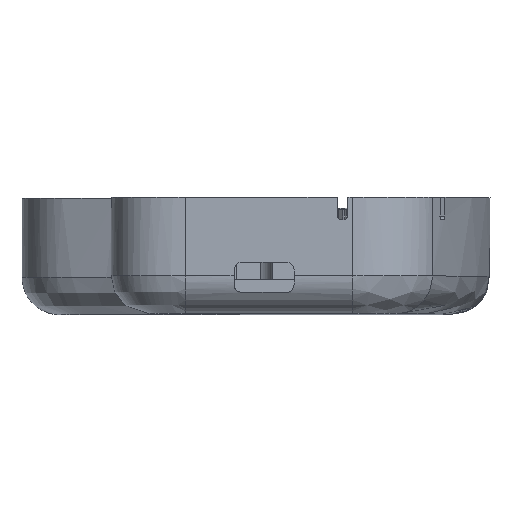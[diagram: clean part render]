
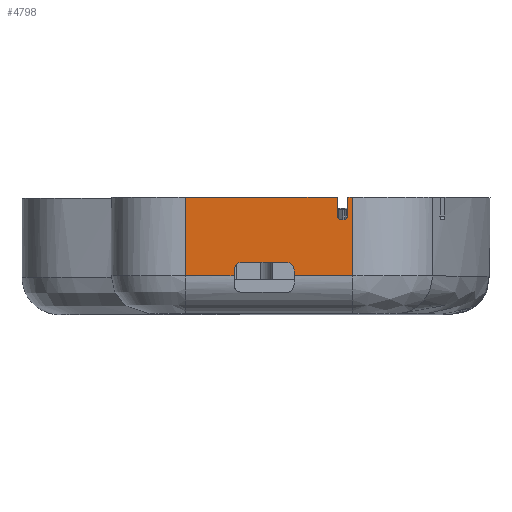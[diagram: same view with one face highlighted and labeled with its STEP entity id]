
A CAD part, top view. The second image highlights one B-rep face of the part: STEP entity #4798.
In plain terms, the highlighted planar face has unit normal (0, 0, 1).
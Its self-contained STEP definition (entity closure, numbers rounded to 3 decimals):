
#344=PLANE('',#5097);
#523=FACE_OUTER_BOUND('',#794,.T.);
#794=EDGE_LOOP('',(#3597,#3598,#3599,#3600,#3601,#3602,#3603,#3604,#3605,
#3606,#3607,#3608,#3609,#3610,#3611,#3612));
#1004=LINE('',#6484,#1390);
#1010=LINE('',#6607,#1396);
#1015=LINE('',#6616,#1401);
#1025=LINE('',#6713,#1411);
#1028=LINE('',#6922,#1414);
#1033=LINE('',#7025,#1419);
#1041=LINE('',#7069,#1427);
#1046=LINE('',#7084,#1432);
#1047=LINE('',#7088,#1433);
#1049=LINE('',#7095,#1435);
#1135=LINE('',#10333,#1521);
#1136=LINE('',#10335,#1522);
#1390=VECTOR('',#5381,10.);
#1396=VECTOR('',#5401,10.);
#1401=VECTOR('',#5408,10.);
#1411=VECTOR('',#5428,10.);
#1414=VECTOR('',#5433,10.);
#1419=VECTOR('',#5444,10.);
#1427=VECTOR('',#5466,10.);
#1432=VECTOR('',#5481,10.);
#1433=VECTOR('',#5486,10.);
#1435=VECTOR('',#5492,10.);
#1521=VECTOR('',#5678,10.);
#1522=VECTOR('',#5681,10.);
#1773=CIRCLE('',#5012,0.5);
#1774=CIRCLE('',#5015,0.5);
#1778=CIRCLE('',#5035,1.);
#1780=CIRCLE('',#5039,1.);
#1925=VERTEX_POINT('',#6474);
#1926=VERTEX_POINT('',#6476);
#1928=VERTEX_POINT('',#6482);
#1929=VERTEX_POINT('',#6486);
#1939=VERTEX_POINT('',#6606);
#1942=VERTEX_POINT('',#6614);
#1956=VERTEX_POINT('',#6712);
#1970=VERTEX_POINT('',#6902);
#1979=VERTEX_POINT('',#7022);
#1980=VERTEX_POINT('',#7024);
#1987=VERTEX_POINT('',#7062);
#1989=VERTEX_POINT('',#7068);
#1991=VERTEX_POINT('',#7074);
#1994=VERTEX_POINT('',#7083);
#1995=VERTEX_POINT('',#7087);
#1998=VERTEX_POINT('',#7093);
#2414=EDGE_CURVE('',#1925,#1926,#1773,.T.);
#2418=EDGE_CURVE('',#1925,#1928,#1004,.T.);
#2419=EDGE_CURVE('',#1929,#1928,#1774,.T.);
#2432=EDGE_CURVE('',#1939,#1926,#1010,.T.);
#2437=EDGE_CURVE('',#1929,#1942,#1015,.T.);
#2455=EDGE_CURVE('',#1939,#1956,#1025,.T.);
#2472=EDGE_CURVE('',#1970,#1942,#1028,.T.);
#2483=EDGE_CURVE('',#1980,#1979,#1033,.T.);
#2493=EDGE_CURVE('',#1980,#1987,#1778,.T.);
#2496=EDGE_CURVE('',#1989,#1987,#1041,.T.);
#2499=EDGE_CURVE('',#1989,#1991,#1780,.T.);
#2504=EDGE_CURVE('',#1994,#1991,#1046,.T.);
#2506=EDGE_CURVE('',#1994,#1995,#1047,.T.);
#2510=EDGE_CURVE('',#1998,#1979,#1049,.T.);
#2730=EDGE_CURVE('',#1995,#1970,#1135,.T.);
#2731=EDGE_CURVE('',#1998,#1956,#1136,.T.);
#3597=ORIENTED_EDGE('',*,*,#2437,.T.);
#3598=ORIENTED_EDGE('',*,*,#2472,.F.);
#3599=ORIENTED_EDGE('',*,*,#2730,.F.);
#3600=ORIENTED_EDGE('',*,*,#2506,.F.);
#3601=ORIENTED_EDGE('',*,*,#2504,.T.);
#3602=ORIENTED_EDGE('',*,*,#2499,.F.);
#3603=ORIENTED_EDGE('',*,*,#2496,.T.);
#3604=ORIENTED_EDGE('',*,*,#2493,.F.);
#3605=ORIENTED_EDGE('',*,*,#2483,.T.);
#3606=ORIENTED_EDGE('',*,*,#2510,.F.);
#3607=ORIENTED_EDGE('',*,*,#2731,.T.);
#3608=ORIENTED_EDGE('',*,*,#2455,.F.);
#3609=ORIENTED_EDGE('',*,*,#2432,.T.);
#3610=ORIENTED_EDGE('',*,*,#2414,.F.);
#3611=ORIENTED_EDGE('',*,*,#2418,.T.);
#3612=ORIENTED_EDGE('',*,*,#2419,.F.);
#4798=ADVANCED_FACE('',(#523),#344,.T.);
#5012=AXIS2_PLACEMENT_3D('',#6477,#5374,#5375);
#5015=AXIS2_PLACEMENT_3D('',#6487,#5384,#5385);
#5035=AXIS2_PLACEMENT_3D('',#7063,#5459,#5460);
#5039=AXIS2_PLACEMENT_3D('',#7075,#5471,#5472);
#5097=AXIS2_PLACEMENT_3D('',#10334,#5679,#5680);
#5374=DIRECTION('center_axis',(0.,0.,1.));
#5375=DIRECTION('ref_axis',(0.707,-0.707,0.));
#5381=DIRECTION('',(-1.,0.,0.));
#5384=DIRECTION('center_axis',(0.,0.,1.));
#5385=DIRECTION('ref_axis',(-0.707,-0.707,0.));
#5401=DIRECTION('',(0.,-1.,0.));
#5408=DIRECTION('',(0.,1.,0.));
#5428=DIRECTION('',(1.,0.,0.));
#5433=DIRECTION('',(1.,0.,0.));
#5444=DIRECTION('',(0.,-1.,0.));
#5459=DIRECTION('center_axis',(0.,0.,1.));
#5460=DIRECTION('ref_axis',(0.707,0.707,0.));
#5466=DIRECTION('',(1.,0.,0.));
#5471=DIRECTION('center_axis',(0.,0.,1.));
#5472=DIRECTION('ref_axis',(-0.707,0.707,0.));
#5481=DIRECTION('',(0.,1.,0.));
#5486=DIRECTION('',(-1.,0.,0.));
#5492=DIRECTION('',(-1.,0.,0.));
#5678=DIRECTION('',(0.,1.,0.));
#5679=DIRECTION('center_axis',(0.,0.,1.));
#5680=DIRECTION('ref_axis',(1.,0.,0.));
#5681=DIRECTION('',(0.,1.,0.));
#6474=CARTESIAN_POINT('',(2.507,12.5,106.5));
#6476=CARTESIAN_POINT('',(3.007,13.,106.5));
#6477=CARTESIAN_POINT('Origin',(2.507,13.,106.5));
#6482=CARTESIAN_POINT('',(2.088,12.5,106.5));
#6484=CARTESIAN_POINT('',(-8.184,12.5,106.5));
#6486=CARTESIAN_POINT('',(1.588,13.,106.5));
#6487=CARTESIAN_POINT('Origin',(2.088,13.,106.5));
#6606=CARTESIAN_POINT('',(3.007,15.5,106.5));
#6607=CARTESIAN_POINT('',(3.007,8.25,106.5));
#6614=CARTESIAN_POINT('',(1.588,15.5,106.5));
#6616=CARTESIAN_POINT('',(1.588,8.25,106.5));
#6712=CARTESIAN_POINT('',(3.615,15.5,106.5));
#6713=CARTESIAN_POINT('',(-18.665,15.5,106.5));
#6902=CARTESIAN_POINT('',(-18.665,15.5,106.5));
#6922=CARTESIAN_POINT('',(-18.665,15.5,106.5));
#7022=CARTESIAN_POINT('',(-4.168,5.,106.5));
#7024=CARTESIAN_POINT('',(-4.168,5.798,106.5));
#7025=CARTESIAN_POINT('',(-4.168,3.899,106.5));
#7062=CARTESIAN_POINT('',(-5.168,6.798,106.5));
#7063=CARTESIAN_POINT('Origin',(-5.168,5.798,106.5));
#7068=CARTESIAN_POINT('',(-11.168,6.798,106.5));
#7069=CARTESIAN_POINT('',(-15.417,6.798,106.5));
#7074=CARTESIAN_POINT('',(-12.168,5.798,106.5));
#7075=CARTESIAN_POINT('Origin',(-11.168,5.798,106.5));
#7083=CARTESIAN_POINT('',(-12.168,5.,106.5));
#7084=CARTESIAN_POINT('',(-12.168,1.899,106.5));
#7087=CARTESIAN_POINT('',(-18.665,5.,106.5));
#7088=CARTESIAN_POINT('',(-13.958,5.,106.5));
#7093=CARTESIAN_POINT('',(3.615,5.,106.5));
#7095=CARTESIAN_POINT('',(-13.958,5.,106.5));
#10333=CARTESIAN_POINT('',(-18.665,1.,106.5));
#10334=CARTESIAN_POINT('Origin',(-18.665,1.,106.5));
#10335=CARTESIAN_POINT('',(3.615,1.,106.5));
